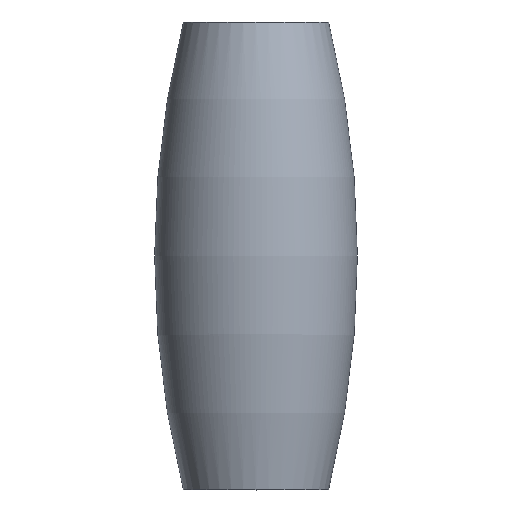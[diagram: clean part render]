
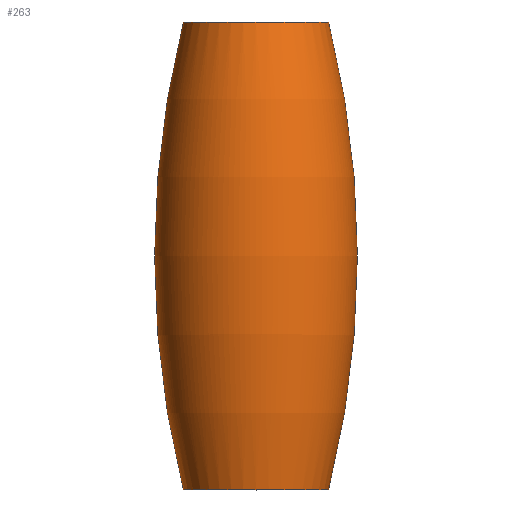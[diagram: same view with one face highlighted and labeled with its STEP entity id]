
A CAD part, top view. The second image highlights one B-rep face of the part: STEP entity #263.
In plain terms, the highlighted toroidal (fillet/blend) face has major radius 90.451 mm and minor radius 101.043 mm.
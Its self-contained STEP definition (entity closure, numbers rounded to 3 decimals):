
#9 = CIRCLE ( 'NONE', #58, 7.592 ) ;
#15 = CARTESIAN_POINT ( 'NONE',  ( -22.339, -12.522, 0. ) ) ;
#18 = EDGE_CURVE ( 'NONE', #150, #270, #324, .T. ) ;
#25 = TOROIDAL_SURFACE ( 'NONE', #88, -90.451, 101.043 ) ;
#58 = AXIS2_PLACEMENT_3D ( 'NONE', #73, #236, #361 ) ;
#73 = CARTESIAN_POINT ( 'NONE',  ( -22.339, 11.918, 0. ) ) ;
#76 = AXIS2_PLACEMENT_3D ( 'NONE', #383, #291, #99 ) ;
#83 = DIRECTION ( 'NONE',  ( 0., 1., 0. ) ) ;
#88 = AXIS2_PLACEMENT_3D ( 'NONE', #15, #83, #302 ) ;
#99 = DIRECTION ( 'NONE',  ( -1., 0., 0. ) ) ;
#109 = ORIENTED_EDGE ( 'NONE', *, *, #142, .T. ) ;
#112 = EDGE_CURVE ( 'NONE', #271, #259, #9, .T. ) ;
#115 = CARTESIAN_POINT ( 'NONE',  ( -14.747, 11.918, 0. ) ) ;
#127 = ORIENTED_EDGE ( 'NONE', *, *, #191, .F. ) ;
#142 = EDGE_CURVE ( 'NONE', #270, #259, #352, .T. ) ;
#150 = VERTEX_POINT ( 'NONE', #326 ) ;
#169 = DIRECTION ( 'NONE',  ( 0., 0., 1. ) ) ;
#182 = AXIS2_PLACEMENT_3D ( 'NONE', #246, #269, #304 ) ;
#184 = EDGE_LOOP ( 'NONE', ( #373, #109, #308, #127 ) ) ;
#191 = EDGE_CURVE ( 'NONE', #150, #271, #328, .T. ) ;
#210 = AXIS2_PLACEMENT_3D ( 'NONE', #364, #169, #394 ) ;
#236 = DIRECTION ( 'NONE',  ( 0., 1., 0. ) ) ;
#242 = CARTESIAN_POINT ( 'NONE',  ( -14.747, -36.962, 0. ) ) ;
#246 = CARTESIAN_POINT ( 'NONE',  ( 68.112, -12.522, 0. ) ) ;
#259 = VERTEX_POINT ( 'NONE', #115 ) ;
#263 = ADVANCED_FACE ( 'NONE', ( #395 ), #25, .T. ) ;
#269 = DIRECTION ( 'NONE',  ( 0., 0., -1. ) ) ;
#270 = VERTEX_POINT ( 'NONE', #242 ) ;
#271 = VERTEX_POINT ( 'NONE', #333 ) ;
#291 = DIRECTION ( 'NONE',  ( 0., 1., 0. ) ) ;
#302 = DIRECTION ( 'NONE',  ( 1., 0., 0. ) ) ;
#304 = DIRECTION ( 'NONE',  ( -1., 0., 0. ) ) ;
#308 = ORIENTED_EDGE ( 'NONE', *, *, #112, .F. ) ;
#324 = CIRCLE ( 'NONE', #76, 7.592 ) ;
#326 = CARTESIAN_POINT ( 'NONE',  ( -29.931, -36.962, 0. ) ) ;
#328 = CIRCLE ( 'NONE', #182, 101.043 ) ;
#333 = CARTESIAN_POINT ( 'NONE',  ( -29.931, 11.918, 0. ) ) ;
#352 = CIRCLE ( 'NONE', #210, 101.043 ) ;
#361 = DIRECTION ( 'NONE',  ( -1., 0., 0. ) ) ;
#364 = CARTESIAN_POINT ( 'NONE',  ( -112.79, -12.522, 0. ) ) ;
#373 = ORIENTED_EDGE ( 'NONE', *, *, #18, .T. ) ;
#383 = CARTESIAN_POINT ( 'NONE',  ( -22.339, -36.962, 0. ) ) ;
#394 = DIRECTION ( 'NONE',  ( 1., 0., 0. ) ) ;
#395 = FACE_OUTER_BOUND ( 'NONE', #184, .T. ) ;
